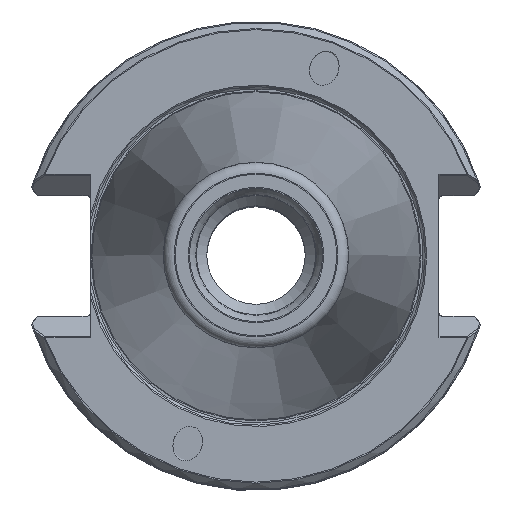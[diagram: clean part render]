
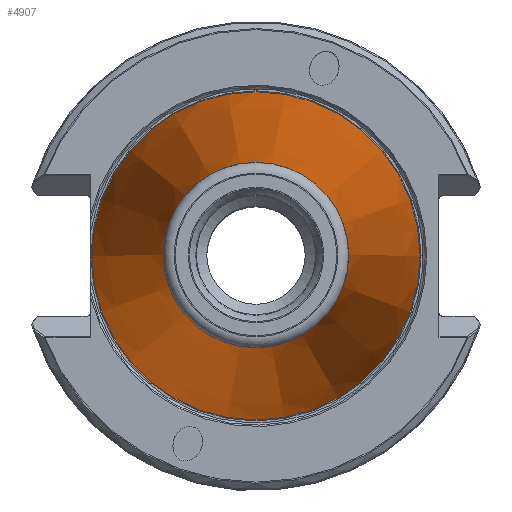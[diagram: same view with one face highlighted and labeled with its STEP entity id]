
A CAD part, top view. The second image highlights one B-rep face of the part: STEP entity #4907.
In plain terms, the highlighted conical face has half-angle 8.297 degrees and reference radius 12.415 mm.
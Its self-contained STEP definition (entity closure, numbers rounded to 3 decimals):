
#1228=ORIENTED_EDGE('',*,*,#1909,.T.);
#1229=ORIENTED_EDGE('',*,*,#1910,.T.);
#1909=EDGE_CURVE('',#2283,#2283,#2471,.F.);
#1910=EDGE_CURVE('',#2284,#2284,#2472,.T.);
#2283=VERTEX_POINT('',#7557);
#2284=VERTEX_POINT('',#7559);
#2471=CIRCLE('',#5274,12.602);
#2472=CIRCLE('',#5275,22.302);
#2712=EDGE_LOOP('',(#1228));
#2713=EDGE_LOOP('',(#1229));
#3041=FACE_BOUND('',#2712,.T.);
#3042=FACE_BOUND('',#2713,.T.);
#3206=CONICAL_SURFACE('',#5273,12.415,0.145);
#4907=ADVANCED_FACE('',(#3041,#3042),#3206,.T.);
#5273=AXIS2_PLACEMENT_3D('',#7555,#6087,#6088);
#5274=AXIS2_PLACEMENT_3D('',#7556,#6089,#6090);
#5275=AXIS2_PLACEMENT_3D('',#7558,#6091,#6092);
#6087=DIRECTION('',(0.,0.,-1.));
#6088=DIRECTION('',(-1.,0.,0.));
#6089=DIRECTION('',(0.,0.,1.));
#6090=DIRECTION('',(1.,0.,0.));
#6091=DIRECTION('',(0.,0.,1.));
#6092=DIRECTION('',(1.,0.,0.));
#7555=CARTESIAN_POINT('',(0.,0.,68.45));
#7556=CARTESIAN_POINT('',(0.,0.,67.166));
#7557=CARTESIAN_POINT('',(12.602,0.,67.166));
#7558=CARTESIAN_POINT('',(0.,0.,0.65));
#7559=CARTESIAN_POINT('',(22.302,0.,0.65));
